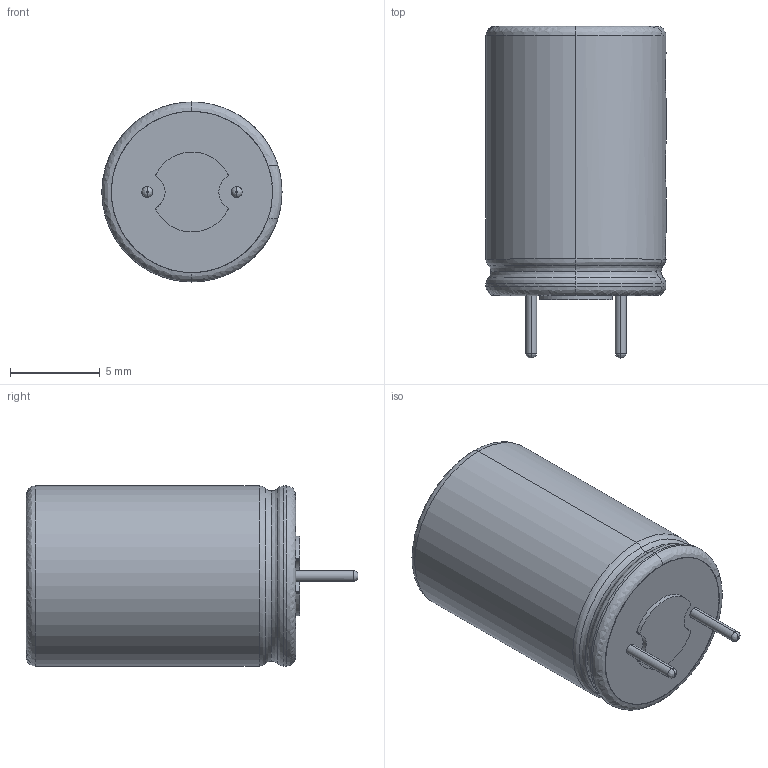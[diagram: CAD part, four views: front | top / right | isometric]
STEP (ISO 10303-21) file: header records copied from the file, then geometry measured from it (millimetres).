
FILE_DESCRIPTION(/* description */ (''),/* implementation_level */ '2;1');
FILE_NAME(/* name */ 'Aluminum Electrolytic Capacitors Radial Can D10H15P5mm',/* time_stamp */ '2018-07-25T11:59:33+02:00',/* author */ (''),/* organization */ (''),/* preprocessor_version */ 'ST-DEVELOPER v16.5',/* originating_system */ '',/* authorisation */ '');
FILE_SCHEMA (('AUTOMOTIVE_DESIGN'));
Length unit declared in the file: millimetre
Products named in the file (1): Document
Bounding box: 10.05 x 18.53 x 10.05 mm (x, y, z)
Surface area: 642.2 mm2 (no closed solid volume)
Topology: 0 solids, 9 shells, 92 faces, 228 edges, 146 vertices
Faces by surface type: bspline 82, plane 10
Entity records: 5864 total; most frequent: CARTESIAN_POINT 4555, ORIENTED_EDGE 395, EDGE_CURVE 231, VERTEX_POINT 148, EDGE_LOOP 98, B_SPLINE_CURVE_WITH_KNOTS 95, ADVANCED_FACE 92, FACE_OUTER_BOUND 92
